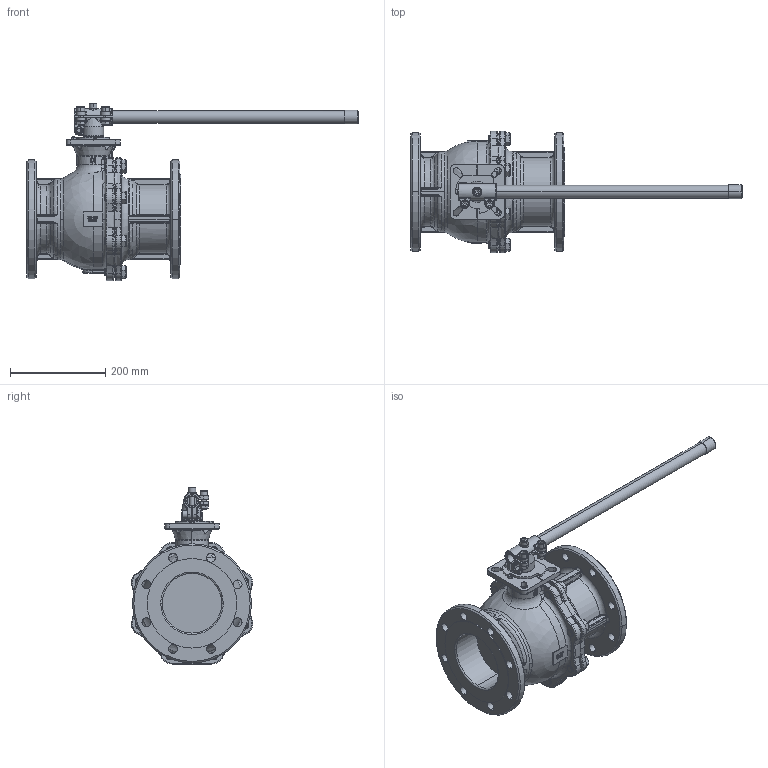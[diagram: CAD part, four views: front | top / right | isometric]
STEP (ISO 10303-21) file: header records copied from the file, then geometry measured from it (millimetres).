
FILE_DESCRIPTION(('HOOPS Exchange Step'),'2;1');
FILE_NAME('FK12_PN16_DN125.stp','2025-09-08T14:35:26+02:00',('nieru'),('Unknown organisation'),'HOOPS Exchange 2024.2','HOOPS Exchange','Unknown authorisation');
FILE_SCHEMA( ('AP203_CONFIGURATION_CONTROLLED_3D_DESIGN_OF_MECHANICAL_PARTS_AND_ASSEMBLIES_MIM_LF') );
Length unit declared in the file: millimetre
Products named in the file (2): 0; root
Assembly tree (1 placements, depth 2):
  root
    0
Bounding box: 697 x 254.83 x 372.6 mm (x, y, z)
Volume: 8168779.6 mm3; surface area: 676462.2 mm2
Topology: 3 solids, 3 shells, 1930 faces, 5120 edges, 3170 vertices
Faces by surface type: cylinder 578, plane 486, bspline 440, torus 222, cone 197, sphere 7
Entity records: 80409 total; most frequent: CARTESIAN_POINT 36312, ORIENTED_EDGE 10110, DIRECTION 7771, EDGE_CURVE 5055, VERTEX_POINT 3171, AXIS2_PLACEMENT_3D 2977, EDGE_LOOP 2070, FACE_BOUND 2070
